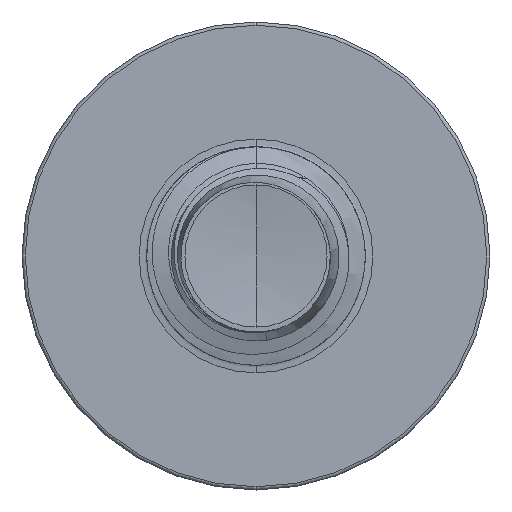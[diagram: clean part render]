
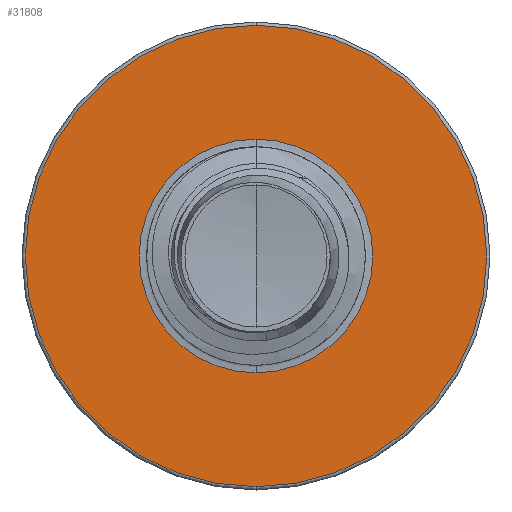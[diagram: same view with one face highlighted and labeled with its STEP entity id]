
A CAD part, front view. The second image highlights one B-rep face of the part: STEP entity #31808.
In plain terms, the highlighted planar face has unit normal (0, -1, 0).
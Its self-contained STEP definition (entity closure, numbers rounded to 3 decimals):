
#675 = EDGE_CURVE ( 'NONE', #38694, #1797, #21933, .T. ) ;
#1096 = DIRECTION ( 'NONE',  ( 0., 0., 1. ) ) ;
#1484 = VERTEX_POINT ( 'NONE', #17663 ) ;
#1701 = PLANE ( 'NONE',  #3681 ) ;
#1797 = VERTEX_POINT ( 'NONE', #36930 ) ;
#2727 = EDGE_CURVE ( 'NONE', #13576, #1484, #15698, .T. ) ;
#3681 = AXIS2_PLACEMENT_3D ( 'NONE', #37422, #22725, #4810 ) ;
#4616 = EDGE_LOOP ( 'NONE', ( #34390, #37230 ) ) ;
#4810 = DIRECTION ( 'NONE',  ( 0., 0., 1. ) ) ;
#8580 = CARTESIAN_POINT ( 'NONE',  ( 0., 19., 0. ) ) ;
#9182 = ORIENTED_EDGE ( 'NONE', *, *, #675, .F. ) ;
#9944 = AXIS2_PLACEMENT_3D ( 'NONE', #8580, #29508, #11596 ) ;
#10982 = CARTESIAN_POINT ( 'NONE',  ( 0., 19., 0. ) ) ;
#11596 = DIRECTION ( 'NONE',  ( 0., 0., 1. ) ) ;
#12546 = EDGE_LOOP ( 'NONE', ( #19921, #9182 ) ) ;
#13319 = DIRECTION ( 'NONE',  ( 0., 1., 0. ) ) ;
#13576 = VERTEX_POINT ( 'NONE', #33355 ) ;
#13978 = DIRECTION ( 'NONE',  ( 0., 0., 1. ) ) ;
#15698 = CIRCLE ( 'NONE', #39065, 1.872 ) ;
#15854 = FACE_OUTER_BOUND ( 'NONE', #12546, .T. ) ;
#17663 = CARTESIAN_POINT ( 'NONE',  ( 0., 19., -1.872 ) ) ;
#17853 = CARTESIAN_POINT ( 'NONE',  ( 0., 19., -3.697 ) ) ;
#19143 = DIRECTION ( 'NONE',  ( 0., 1., 0. ) ) ;
#19686 = CIRCLE ( 'NONE', #27568, 3.698 ) ;
#19921 = ORIENTED_EDGE ( 'NONE', *, *, #36297, .F. ) ;
#21479 = CIRCLE ( 'NONE', #24737, 1.872 ) ;
#21933 = CIRCLE ( 'NONE', #9944, 3.698 ) ;
#22725 = DIRECTION ( 'NONE',  ( 0., 1., 0. ) ) ;
#24737 = AXIS2_PLACEMENT_3D ( 'NONE', #37105, #19143, #1096 ) ;
#25207 = FACE_BOUND ( 'NONE', #4616, .T. ) ;
#26255 = EDGE_CURVE ( 'NONE', #1484, #13576, #21479, .T. ) ;
#27568 = AXIS2_PLACEMENT_3D ( 'NONE', #10982, #31916, #13978 ) ;
#29508 = DIRECTION ( 'NONE',  ( 0., 1., 0. ) ) ;
#31250 = CARTESIAN_POINT ( 'NONE',  ( 0., 19., 0. ) ) ;
#31808 = ADVANCED_FACE ( 'NONE', ( #15854, #25207 ), #1701, .F. ) ;
#31916 = DIRECTION ( 'NONE',  ( 0., 1., 0. ) ) ;
#33355 = CARTESIAN_POINT ( 'NONE',  ( 0., 19., 1.872 ) ) ;
#34241 = DIRECTION ( 'NONE',  ( 0., 0., 1. ) ) ;
#34390 = ORIENTED_EDGE ( 'NONE', *, *, #2727, .T. ) ;
#36297 = EDGE_CURVE ( 'NONE', #1797, #38694, #19686, .T. ) ;
#36930 = CARTESIAN_POINT ( 'NONE',  ( 0., 19., 3.698 ) ) ;
#37105 = CARTESIAN_POINT ( 'NONE',  ( 0., 19., 0. ) ) ;
#37230 = ORIENTED_EDGE ( 'NONE', *, *, #26255, .T. ) ;
#37422 = CARTESIAN_POINT ( 'NONE',  ( 0., 19., -1.872 ) ) ;
#38694 = VERTEX_POINT ( 'NONE', #17853 ) ;
#39065 = AXIS2_PLACEMENT_3D ( 'NONE', #31250, #13319, #34241 ) ;
